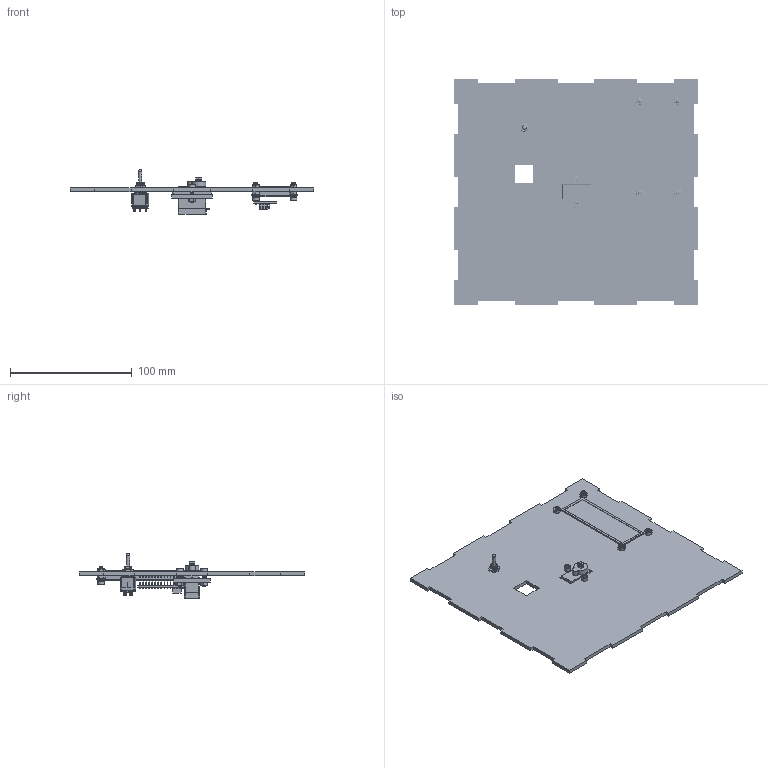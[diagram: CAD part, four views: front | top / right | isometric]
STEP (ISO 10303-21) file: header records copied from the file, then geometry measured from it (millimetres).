
FILE_DESCRIPTION(/* description */ (''),/* implementation_level */ '2;1');
FILE_NAME(/* name */ 'top cover assembly v5.step',/* time_stamp */ '2020-02-18T14:57:14+08:00',/* author */ (''),/* organization */ (''),/* preprocessor_version */ 'ST-DEVELOPER v18',/* originating_system */ 'Autodesk Translation Framework v8.12.0.6',/* authorisation */ '');
FILE_SCHEMA (('AUTOMOTIVE_DESIGN { 1 0 10303 214 3 1 1 }'));
Products named in the file (26): top cover assembly; top eee plate; ISO 4762 M3X12; servo mounting plate; FS09R_Servo_Motor; ISO 4762 M3X12_1; ISO 4032 M3 nut; ISO 4032 M3 nut_1; 5649agbx408 - 5000 PCB; M6 panel nut; LGDehome IIC-I2C-TWI LCD 1602; ISO 4762 M3X12_2; ISO 4032 M3 nut_2; ISO 4032 M3 nut_3; ISO 4762 M3X12_3; ISO 4762 M3X12_4; ISO 4032 M3 nut_4; ISO 4762 M3X12_5; 91290A117; ISO 4032 M3 nut_5; ISO 7089 M3 Plain Flat washer; ISO 4032 M3 nut_6; ISO 4032 M3 nut_7; ISO 4032 M3 nut_8; ISO 4032 M3 nut_9; 94150A325
Assembly tree (42 placements, depth 3):
  top cover assembly
    top eee plate
    ISO 4762 M3X12
      91290A117
    servo mounting plate
    FS09R_Servo_Motor
    ISO 4762 M3X12_1
      91290A117
    ISO 4032 M3 nut
      94150A325
    ISO 4032 M3 nut_1
      94150A325
    5649agbx408 - 5000 PCB
    M6 panel nut
    LGDehome IIC-I2C-TWI LCD 1602
    ISO 4762 M3X12_2
      91290A117
    ISO 7089 M3 Plain Flat washer  x4
    ISO 4032 M3 nut_2
      94150A325
    ISO 4032 M3 nut_3
      94150A325
    ISO 4762 M3X12_3
      91290A117
    ISO 4762 M3X12_4
      91290A117
    ISO 4032 M3 nut_4
      94150A325
    ISO 4762 M3X12_5
      91290A117
    ISO 4032 M3 nut_5
      94150A325
    ISO 4032 M3 nut_6
      94150A325
    ISO 4032 M3 nut_7
      94150A325
    ISO 4032 M3 nut_8
      94150A325
    ISO 4032 M3 nut_9
      94150A325
Bounding box: 200 x 185 x 36.88 mm (x, y, z)
Volume: 130582.4 mm3; surface area: 92373 mm2
Topology: 42 solids, 42 shells, 2042 faces, 5482 edges, 3565 vertices
Faces by surface type: plane 1042, cylinder 624, cone 230, bspline 94, sphere 30, torus 22
Full cylindrical faces by diameter (mm): 0.8 x1, 1.2 x3, 1.469 x1, 1.5 x2, 1.55 x1, 2.1 x2, 2.35 x162, 3 x190, 3.3 x4, 4.03 x1, 5.035 x1, 5.5 x6, 6 x1, 6.55 x1, 6.9 x4, 9.45 x1, 10 x1
Entity records: 57624 total; most frequent: CARTESIAN_POINT 23040, ORIENTED_EDGE 7336, DIRECTION 6457, EDGE_CURVE 3668, LINE 2589, VECTOR 2589, VERTEX_POINT 2418, AXIS2_PLACEMENT_3D 1934
